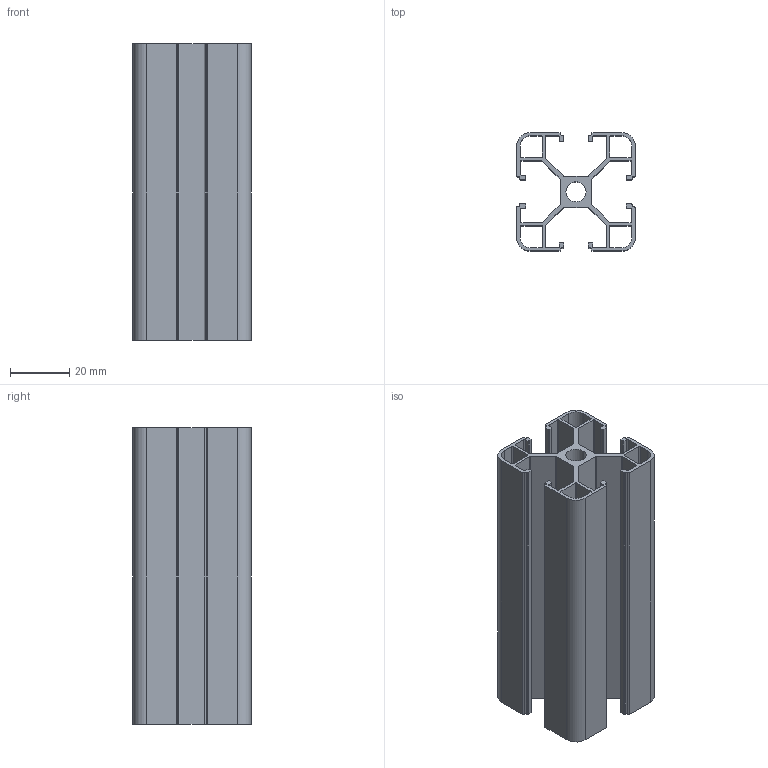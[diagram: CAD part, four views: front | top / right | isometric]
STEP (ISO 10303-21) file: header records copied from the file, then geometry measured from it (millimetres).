
FILE_DESCRIPTION (( 'STEP AP203' ), '1' );
FILE_NAME ('JL-8-4040EA.STEP', '2019-07-24T02:02:57', ( 'User' ), ( 'China' ), 'SwSTEP 2.0', 'SolidWorks 2015', '' );
FILE_SCHEMA (( 'CONFIG_CONTROL_DESIGN' ));
Length unit declared in the file: millimetre
Products named in the file (1): JL-8-4040EA
Bounding box: 40 x 40 x 100 mm (x, y, z)
Volume: 32952.6 mm3; surface area: 50539.2 mm2
Topology: 1 solids, 1 shells, 340 faces, 987 edges, 658 vertices
Faces by surface type: plane 220, cylinder 92, bspline 28
Entity records: 12164 total; most frequent: CARTESIAN_POINT 3094, ORIENTED_EDGE 1974, DIRECTION 1741, EDGE_CURVE 987, VECTOR 747, LINE 747, VERTEX_POINT 658, AXIS2_PLACEMENT_3D 497
